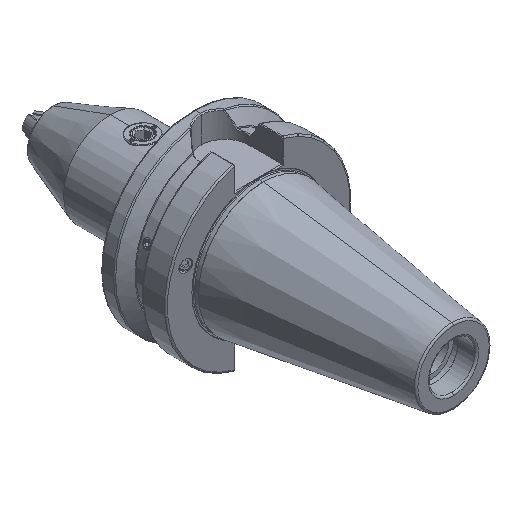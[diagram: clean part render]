
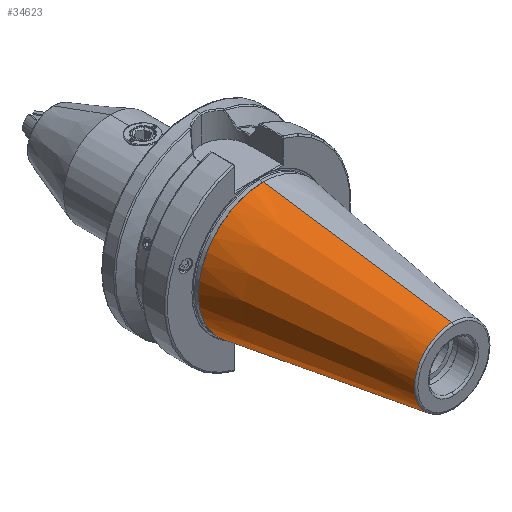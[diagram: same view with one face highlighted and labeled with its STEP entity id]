
A CAD part, isometric view. The second image highlights one B-rep face of the part: STEP entity #34623.
In plain terms, the highlighted conical face has half-angle 8.297 degrees and reference radius 20.079 mm.
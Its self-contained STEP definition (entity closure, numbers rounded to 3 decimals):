
#392 = ORIENTED_EDGE ( 'NONE', *, *, #24472, .T. ) ;
#539 = LINE ( 'NONE', #30793, #7453 ) ;
#1220 = CARTESIAN_POINT ( 'NONE',  ( 0., -103.944, 20.204 ) ) ;
#4143 = EDGE_CURVE ( 'NONE', #7628, #25416, #31548, .T. ) ;
#4376 = VECTOR ( 'NONE', #30740, 1000. ) ;
#7453 = VECTOR ( 'NONE', #16017, 1000. ) ;
#7628 = VERTEX_POINT ( 'NONE', #17211 ) ;
#8901 = EDGE_CURVE ( 'NONE', #21738, #13179, #13124, .T. ) ;
#10070 = CARTESIAN_POINT ( 'NONE',  ( 0., -104.8, 20.079 ) ) ;
#13124 = CIRCLE ( 'NONE', #33349, 20.204 ) ;
#13179 = VERTEX_POINT ( 'NONE', #1220 ) ;
#13471 = CARTESIAN_POINT ( 'NONE',  ( 0., -2.5, 0. ) ) ;
#13911 = CARTESIAN_POINT ( 'NONE',  ( 0., -103.944, -20.204 ) ) ;
#13928 = EDGE_LOOP ( 'NONE', ( #36260, #35764, #392, #35075 ) ) ;
#15739 = CARTESIAN_POINT ( 'NONE',  ( 0., -103.944, 0. ) ) ;
#16017 = DIRECTION ( 'NONE',  ( 0., 0.99, -0.144 ) ) ;
#16448 = DIRECTION ( 'NONE',  ( 0., 0., 1. ) ) ;
#16800 = CARTESIAN_POINT ( 'NONE',  ( 0., -2.5, 34.998 ) ) ;
#17211 = CARTESIAN_POINT ( 'NONE',  ( 0., -2.5, -34.998 ) ) ;
#17938 = AXIS2_PLACEMENT_3D ( 'NONE', #21278, #21396, #33220 ) ;
#18712 = DIRECTION ( 'NONE',  ( 0., 0., -1. ) ) ;
#21278 = CARTESIAN_POINT ( 'NONE',  ( 0., -104.8, 0. ) ) ;
#21396 = DIRECTION ( 'NONE',  ( 0., 1., 0. ) ) ;
#21738 = VERTEX_POINT ( 'NONE', #13911 ) ;
#24472 = EDGE_CURVE ( 'NONE', #13179, #25416, #27885, .T. ) ;
#25416 = VERTEX_POINT ( 'NONE', #16800 ) ;
#27704 = EDGE_CURVE ( 'NONE', #21738, #7628, #539, .T. ) ;
#27885 = LINE ( 'NONE', #10070, #4376 ) ;
#30740 = DIRECTION ( 'NONE',  ( 0., 0.99, 0.144 ) ) ;
#30793 = CARTESIAN_POINT ( 'NONE',  ( 0., -104.8, -20.079 ) ) ;
#31548 = CIRCLE ( 'NONE', #34724, 34.998 ) ;
#33220 = DIRECTION ( 'NONE',  ( 0., 0., 1. ) ) ;
#33349 = AXIS2_PLACEMENT_3D ( 'NONE', #15739, #36551, #18712 ) ;
#34250 = DIRECTION ( 'NONE',  ( 0., 1., 0. ) ) ;
#34436 = CONICAL_SURFACE ( 'NONE', #17938, 20.079, 0.145 ) ;
#34623 = ADVANCED_FACE ( 'NONE', ( #35359 ), #34436, .T. ) ;
#34724 = AXIS2_PLACEMENT_3D ( 'NONE', #13471, #34250, #16448 ) ;
#35075 = ORIENTED_EDGE ( 'NONE', *, *, #4143, .F. ) ;
#35359 = FACE_OUTER_BOUND ( 'NONE', #13928, .T. ) ;
#35764 = ORIENTED_EDGE ( 'NONE', *, *, #8901, .T. ) ;
#36260 = ORIENTED_EDGE ( 'NONE', *, *, #27704, .F. ) ;
#36551 = DIRECTION ( 'NONE',  ( 0., 1., 0. ) ) ;
